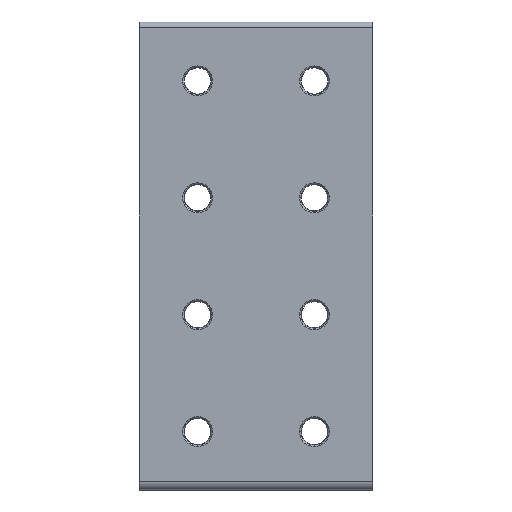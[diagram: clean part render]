
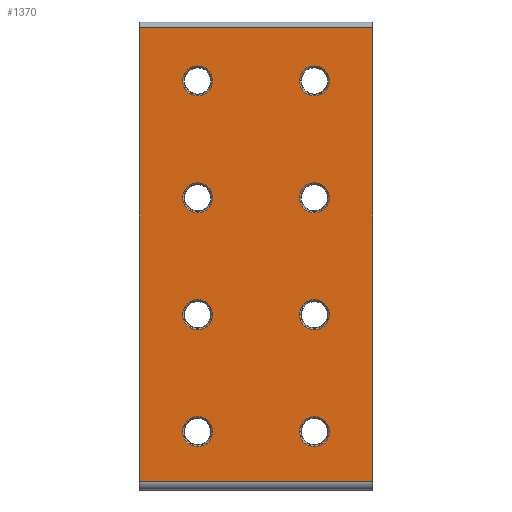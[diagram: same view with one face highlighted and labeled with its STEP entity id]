
A CAD part, front view. The second image highlights one B-rep face of the part: STEP entity #1370.
In plain terms, the highlighted planar face has unit normal (0, -1, 0).
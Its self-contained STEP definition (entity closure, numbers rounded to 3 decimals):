
#74=FACE_BOUND('',#196,.T.);
#75=FACE_BOUND('',#197,.T.);
#76=FACE_BOUND('',#198,.T.);
#77=FACE_BOUND('',#199,.T.);
#78=FACE_BOUND('',#200,.T.);
#79=FACE_BOUND('',#201,.T.);
#80=FACE_BOUND('',#202,.T.);
#81=FACE_BOUND('',#203,.T.);
#119=FACE_OUTER_BOUND('',#195,.T.);
#195=EDGE_LOOP('',(#972,#973,#974,#975));
#196=EDGE_LOOP('',(#976));
#197=EDGE_LOOP('',(#977));
#198=EDGE_LOOP('',(#978));
#199=EDGE_LOOP('',(#979));
#200=EDGE_LOOP('',(#980));
#201=EDGE_LOOP('',(#981));
#202=EDGE_LOOP('',(#982));
#203=EDGE_LOOP('',(#983));
#312=CIRCLE('',#1483,5.12);
#313=CIRCLE('',#1484,5.12);
#314=CIRCLE('',#1485,5.12);
#315=CIRCLE('',#1486,5.12);
#316=CIRCLE('',#1487,5.12);
#317=CIRCLE('',#1488,5.12);
#318=CIRCLE('',#1489,5.12);
#319=CIRCLE('',#1490,5.12);
#394=LINE('',#2115,#498);
#409=LINE('',#2173,#513);
#410=LINE('',#2176,#514);
#411=LINE('',#2177,#515);
#498=VECTOR('',#1651,1000.);
#513=VECTOR('',#1696,1000.);
#514=VECTOR('',#1701,1000.);
#515=VECTOR('',#1702,1000.);
#604=VERTEX_POINT('',#2112);
#605=VERTEX_POINT('',#2114);
#632=VERTEX_POINT('',#2170);
#633=VERTEX_POINT('',#2172);
#634=VERTEX_POINT('',#2178);
#635=VERTEX_POINT('',#2180);
#636=VERTEX_POINT('',#2182);
#637=VERTEX_POINT('',#2184);
#638=VERTEX_POINT('',#2186);
#639=VERTEX_POINT('',#2188);
#640=VERTEX_POINT('',#2190);
#641=VERTEX_POINT('',#2192);
#736=EDGE_CURVE('',#604,#605,#394,.T.);
#764=EDGE_CURVE('',#633,#632,#409,.T.);
#766=EDGE_CURVE('',#605,#632,#410,.T.);
#767=EDGE_CURVE('',#604,#633,#411,.T.);
#768=EDGE_CURVE('',#634,#634,#312,.T.);
#769=EDGE_CURVE('',#635,#635,#313,.T.);
#770=EDGE_CURVE('',#636,#636,#314,.T.);
#771=EDGE_CURVE('',#637,#637,#315,.T.);
#772=EDGE_CURVE('',#638,#638,#316,.T.);
#773=EDGE_CURVE('',#639,#639,#317,.T.);
#774=EDGE_CURVE('',#640,#640,#318,.T.);
#775=EDGE_CURVE('',#641,#641,#319,.T.);
#972=ORIENTED_EDGE('',*,*,#766,.F.);
#973=ORIENTED_EDGE('',*,*,#736,.F.);
#974=ORIENTED_EDGE('',*,*,#767,.T.);
#975=ORIENTED_EDGE('',*,*,#764,.T.);
#976=ORIENTED_EDGE('',*,*,#768,.F.);
#977=ORIENTED_EDGE('',*,*,#769,.F.);
#978=ORIENTED_EDGE('',*,*,#770,.F.);
#979=ORIENTED_EDGE('',*,*,#771,.F.);
#980=ORIENTED_EDGE('',*,*,#772,.F.);
#981=ORIENTED_EDGE('',*,*,#773,.F.);
#982=ORIENTED_EDGE('',*,*,#774,.F.);
#983=ORIENTED_EDGE('',*,*,#775,.F.);
#1353=PLANE('',#1482);
#1370=ADVANCED_FACE('',(#119,#74,#75,#76,#77,#78,#79,#80,#81),#1353,.F.);
#1482=AXIS2_PLACEMENT_3D('',#2175,#1699,#1700);
#1483=AXIS2_PLACEMENT_3D('',#2179,#1703,#1704);
#1484=AXIS2_PLACEMENT_3D('',#2181,#1705,#1706);
#1485=AXIS2_PLACEMENT_3D('',#2183,#1707,#1708);
#1486=AXIS2_PLACEMENT_3D('',#2185,#1709,#1710);
#1487=AXIS2_PLACEMENT_3D('',#2187,#1711,#1712);
#1488=AXIS2_PLACEMENT_3D('',#2189,#1713,#1714);
#1489=AXIS2_PLACEMENT_3D('',#2191,#1715,#1716);
#1490=AXIS2_PLACEMENT_3D('',#2193,#1717,#1718);
#1651=DIRECTION('',(0.,0.,-1.));
#1696=DIRECTION('',(0.,0.,-1.));
#1699=DIRECTION('center_axis',(0.,1.,0.));
#1700=DIRECTION('ref_axis',(0.,0.,1.));
#1701=DIRECTION('',(-1.,0.,0.));
#1702=DIRECTION('',(-1.,0.,0.));
#1703=DIRECTION('center_axis',(0.,-1.,0.));
#1704=DIRECTION('ref_axis',(0.,0.,-1.));
#1705=DIRECTION('center_axis',(0.,-1.,0.));
#1706=DIRECTION('ref_axis',(0.,0.,-1.));
#1707=DIRECTION('center_axis',(0.,-1.,0.));
#1708=DIRECTION('ref_axis',(0.,0.,-1.));
#1709=DIRECTION('center_axis',(0.,-1.,0.));
#1710=DIRECTION('ref_axis',(0.,0.,-1.));
#1711=DIRECTION('center_axis',(0.,-1.,0.));
#1712=DIRECTION('ref_axis',(0.,0.,-1.));
#1713=DIRECTION('center_axis',(0.,-1.,0.));
#1714=DIRECTION('ref_axis',(0.,0.,-1.));
#1715=DIRECTION('center_axis',(0.,-1.,0.));
#1716=DIRECTION('ref_axis',(0.,0.,-1.));
#1717=DIRECTION('center_axis',(0.,-1.,0.));
#1718=DIRECTION('ref_axis',(0.,0.,-1.));
#2112=CARTESIAN_POINT('',(40.,0.,158.172));
#2114=CARTESIAN_POINT('',(40.,0.,3.));
#2115=CARTESIAN_POINT('',(40.,0.,158.172));
#2170=CARTESIAN_POINT('',(-40.,0.,3.));
#2172=CARTESIAN_POINT('',(-40.,0.,158.172));
#2173=CARTESIAN_POINT('',(-40.,0.,158.172));
#2175=CARTESIAN_POINT('Origin',(40.,0.,158.172));
#2176=CARTESIAN_POINT('',(40.,0.,3.));
#2177=CARTESIAN_POINT('',(40.,0.,158.172));
#2178=CARTESIAN_POINT('',(20.,0.,105.12));
#2179=CARTESIAN_POINT('Origin',(20.,0.,100.));
#2180=CARTESIAN_POINT('',(20.,0.,145.12));
#2181=CARTESIAN_POINT('Origin',(20.,0.,140.));
#2182=CARTESIAN_POINT('',(-20.,0.,25.12));
#2183=CARTESIAN_POINT('Origin',(-20.,0.,20.));
#2184=CARTESIAN_POINT('',(-20.,0.,65.12));
#2185=CARTESIAN_POINT('Origin',(-20.,0.,60.));
#2186=CARTESIAN_POINT('',(-20.,0.,105.12));
#2187=CARTESIAN_POINT('Origin',(-20.,0.,100.));
#2188=CARTESIAN_POINT('',(-20.,0.,145.12));
#2189=CARTESIAN_POINT('Origin',(-20.,0.,140.));
#2190=CARTESIAN_POINT('',(20.,0.,65.12));
#2191=CARTESIAN_POINT('Origin',(20.,0.,60.));
#2192=CARTESIAN_POINT('',(20.,0.,25.12));
#2193=CARTESIAN_POINT('Origin',(20.,0.,20.));
